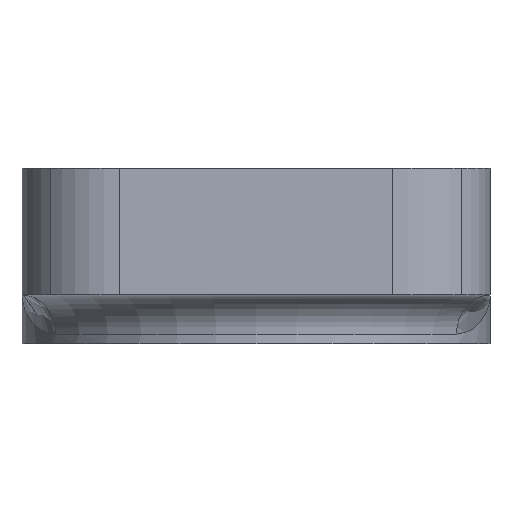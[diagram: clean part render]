
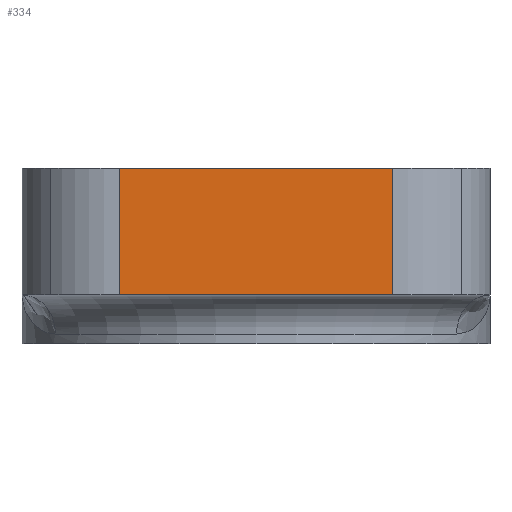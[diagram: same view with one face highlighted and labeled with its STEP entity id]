
A CAD part, front view. The second image highlights one B-rep face of the part: STEP entity #334.
In plain terms, the highlighted planar face has unit normal (0, -1, 0).
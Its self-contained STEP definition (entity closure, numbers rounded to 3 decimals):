
#80 = VECTOR ( 'NONE', #809, 1000. ) ;
#133 = VECTOR ( 'NONE', #2845, 1000. ) ;
#230 = CARTESIAN_POINT ( 'NONE',  ( 0., -19., 9. ) ) ;
#320 = ORIENTED_EDGE ( 'NONE', *, *, #2582, .T. ) ;
#334 = ADVANCED_FACE ( 'NONE', ( #1590 ), #1798, .T. ) ;
#423 = VERTEX_POINT ( 'NONE', #909 ) ;
#447 = DIRECTION ( 'NONE',  ( 0., 0., -1. ) ) ;
#514 = EDGE_LOOP ( 'NONE', ( #832, #320, #2450, #1895 ) ) ;
#673 = AXIS2_PLACEMENT_3D ( 'NONE', #230, #1370, #447 ) ;
#678 = LINE ( 'NONE', #2908, #1917 ) ;
#748 = DIRECTION ( 'NONE',  ( 1., 0., 0. ) ) ;
#809 = DIRECTION ( 'NONE',  ( 0., 0., -1. ) ) ;
#832 = ORIENTED_EDGE ( 'NONE', *, *, #980, .F. ) ;
#909 = CARTESIAN_POINT ( 'NONE',  ( -7., -19., 2.5 ) ) ;
#980 = EDGE_CURVE ( 'NONE', #423, #1775, #1254, .T. ) ;
#1024 = LINE ( 'NONE', #1454, #80 ) ;
#1074 = VERTEX_POINT ( 'NONE', #1320 ) ;
#1165 = CARTESIAN_POINT ( 'NONE',  ( 7., -19., 9. ) ) ;
#1254 = LINE ( 'NONE', #2406, #133 ) ;
#1320 = CARTESIAN_POINT ( 'NONE',  ( 7., -19., 2.5 ) ) ;
#1369 = DIRECTION ( 'NONE',  ( 1., 0., 0. ) ) ;
#1370 = DIRECTION ( 'NONE',  ( 0., -1., 0. ) ) ;
#1454 = CARTESIAN_POINT ( 'NONE',  ( 7., -19., 7.375 ) ) ;
#1590 = FACE_OUTER_BOUND ( 'NONE', #514, .T. ) ;
#1657 = VECTOR ( 'NONE', #748, 1000. ) ;
#1775 = VERTEX_POINT ( 'NONE', #2659 ) ;
#1798 = PLANE ( 'NONE',  #673 ) ;
#1864 = EDGE_CURVE ( 'NONE', #2085, #1074, #1024, .T. ) ;
#1867 = LINE ( 'NONE', #2764, #1657 ) ;
#1895 = ORIENTED_EDGE ( 'NONE', *, *, #2130, .F. ) ;
#1917 = VECTOR ( 'NONE', #1369, 1000. ) ;
#2085 = VERTEX_POINT ( 'NONE', #1165 ) ;
#2130 = EDGE_CURVE ( 'NONE', #1775, #2085, #678, .T. ) ;
#2406 = CARTESIAN_POINT ( 'NONE',  ( -7., -19., 7.375 ) ) ;
#2450 = ORIENTED_EDGE ( 'NONE', *, *, #1864, .F. ) ;
#2582 = EDGE_CURVE ( 'NONE', #423, #1074, #1867, .T. ) ;
#2659 = CARTESIAN_POINT ( 'NONE',  ( -7., -19., 9. ) ) ;
#2764 = CARTESIAN_POINT ( 'NONE',  ( 0., -19., 2.5 ) ) ;
#2845 = DIRECTION ( 'NONE',  ( 0., 0., 1. ) ) ;
#2908 = CARTESIAN_POINT ( 'NONE',  ( 0., -19., 9. ) ) ;
